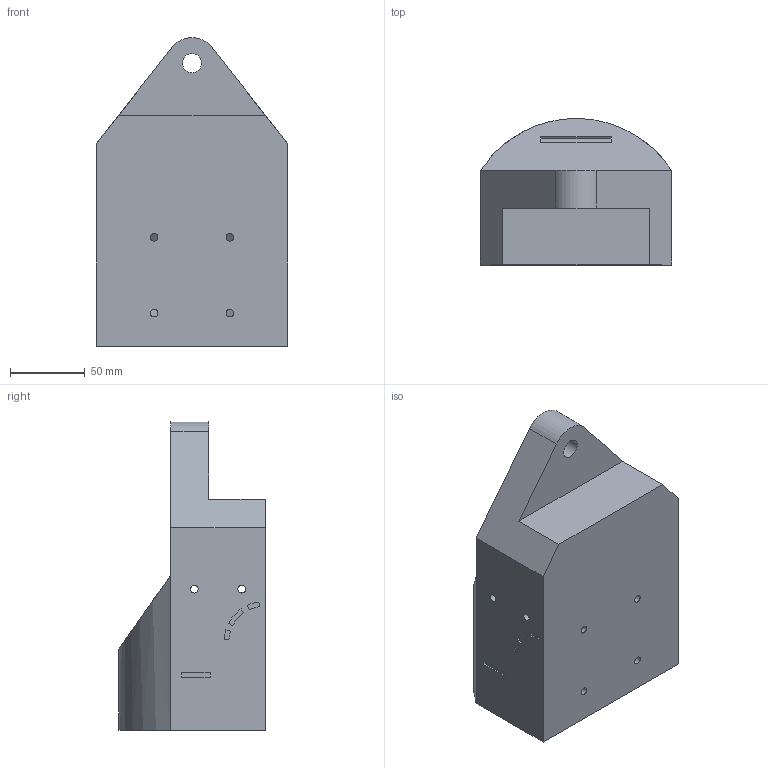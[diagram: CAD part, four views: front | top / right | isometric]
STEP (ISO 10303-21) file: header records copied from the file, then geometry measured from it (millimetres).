
FILE_DESCRIPTION(/* description */ (''),/* implementation_level */ '2;1');
FILE_NAME(/* name */ '46f2936a-ba81-4a22-a62b-5ca24f689d61.stp',/* time_stamp */ '2019-02-09T11:23:03+09:00',/* author */ (''),/* organization */ (''),/* preprocessor_version */ 'ST-DEVELOPER v17.2',/* originating_system */ 'Autodesk Translation Framework v7.6.0.251',/* authorisation */ '');
FILE_SCHEMA (('AUTOMOTIVE_DESIGN { 1 0 10303 214 3 1 1 }'));
Length unit declared in the file: inch
Products named in the file (1): OuterAnkle_CSL_Bushing
Bounding box: 128.27 x 98.42 x 206.95 mm (x, y, z)
Volume: 396011.2 mm3; surface area: 139061.2 mm2
Topology: 1 solids, 1 shells, 110 faces, 272 edges, 174 vertices
Faces by surface type: plane 52, cylinder 45, torus 8, bspline 5
Full cylindrical faces by diameter (mm): 5.156 x8, 12.827 x1
Entity records: 3588 total; most frequent: CARTESIAN_POINT 869, DIRECTION 557, ORIENTED_EDGE 544, EDGE_CURVE 272, AXIS2_PLACEMENT_3D 199, VERTEX_POINT 174, LINE 159, VECTOR 159
